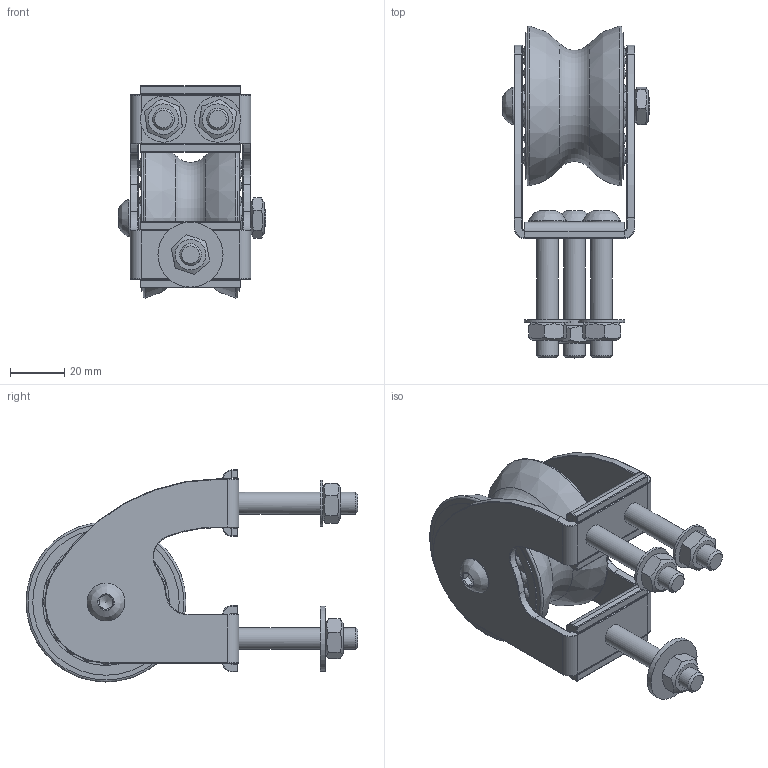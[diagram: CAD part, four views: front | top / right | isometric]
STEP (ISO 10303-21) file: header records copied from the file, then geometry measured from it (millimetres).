
FILE_DESCRIPTION(/* description */ (''),/* implementation_level */ '2;1');
FILE_NAME(/* name */ '817.060 .stp',/* time_stamp */ '2021-02-17T11:29:06+01:00',/* author */ ('lucade'),/* organization */ (''),/* preprocessor_version */ 'ST-DEVELOPER v18.1',/* originating_system */ 'Autodesk Inventor 2021',/* authorisation */ '');
FILE_SCHEMA (('AUTOMOTIVE_DESIGN { 1 0 10303 214 3 1 1 }'));
Length unit declared in the file: millimetre
Products named in the file (1): 19073002
Bounding box: 54.4 x 122.5 x 78.25 mm (x, y, z)
Volume: 115933.8 mm3; surface area: 37877.5 mm2
Topology: 1 solids, 2 shells, 381 faces, 827 edges, 512 vertices
Faces by surface type: cylinder 113, plane 110, torus 71, sphere 56, cone 25, bspline 6
Full cylindrical faces by diameter (mm): 8 x6, 8.2 x2, 8.4 x1, 14.9 x2, 17 x2, 24 x1, 35.2 x2, 46.8 x2, 54 x2
Entity records: 10650 total; most frequent: CARTESIAN_POINT 2297, DIRECTION 1873, ORIENTED_EDGE 1646, EDGE_CURVE 823, AXIS2_PLACEMENT_3D 802, VERTEX_POINT 512, EDGE_LOOP 453, CIRCLE 426
